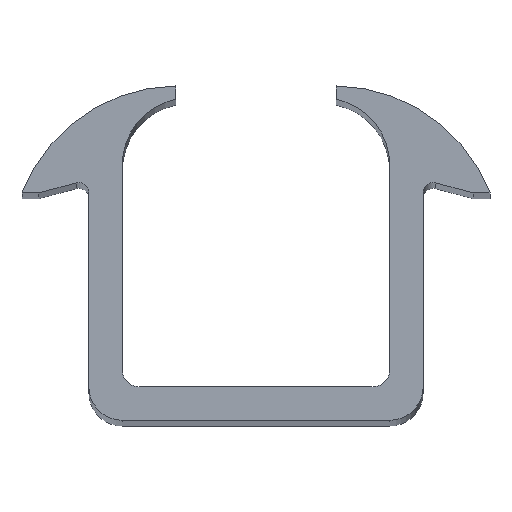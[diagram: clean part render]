
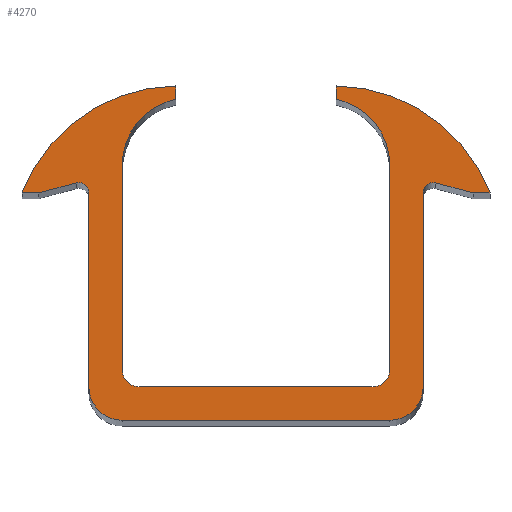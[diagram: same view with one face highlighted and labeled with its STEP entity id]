
A CAD part, top view. The second image highlights one B-rep face of the part: STEP entity #4270.
In plain terms, the highlighted planar face has unit normal (0, 0, 1).
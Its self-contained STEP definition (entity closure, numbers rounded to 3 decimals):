
#2050=CARTESIAN_POINT('',(-12.092,-0.985,100.));
#2060=VERTEX_POINT('',#2050);
#2090=CARTESIAN_POINT('',(0.,2.255,100.));
#2100=DIRECTION('',(-0.966,-0.259,0.));
#2110=VECTOR('',#2100,1.);
#2120=LINE('',#2090,#2110);
#2130=CARTESIAN_POINT('',(-10.97,-0.684,100.));
#2140=VERTEX_POINT('',#2130);
#2150=EDGE_CURVE('',#2140,#2060,#2120,.T.);
#2310=CARTESIAN_POINT('',(-10.892,-0.974,100.));
#2320=DIRECTION('',(0.,0.,1.));
#2330=DIRECTION('',(1.,0.,0.));
#2340=AXIS2_PLACEMENT_3D('',#2310,#2320,#2330);
#2350=CIRCLE('',#2340,0.3);
#2360=CARTESIAN_POINT('',(-10.592,-0.974,100.));
#2370=VERTEX_POINT('',#2360);
#2380=EDGE_CURVE('',#2370,#2140,#2350,.T.);
#2510=CARTESIAN_POINT('',(0.,0.,100.));
#2520=DIRECTION('',(0.,0.,1.));
#2530=DIRECTION('',(1.,0.,0.));
#2540=AXIS2_PLACEMENT_3D('',#2510,#2520,#2530);
#2550=PLANE('',#2540);
#2560=CARTESIAN_POINT('',(-10.592,0.,100.));
#2570=DIRECTION('',(0.,1.,0.));
#2580=VECTOR('',#2570,1.);
#2590=LINE('',#2560,#2580);
#2600=CARTESIAN_POINT('',(-10.592,-6.785,100.));
#2610=VERTEX_POINT('',#2600);
#2620=EDGE_CURVE('',#2610,#2370,#2590,.T.);
#2630=ORIENTED_EDGE('',*,*,#2620,.F.);
#2640=ORIENTED_EDGE('',*,*,#2380,.F.);
#2650=ORIENTED_EDGE('',*,*,#2150,.F.);
#2660=CARTESIAN_POINT('',(-5.592,-0.985,100.));
#2670=DIRECTION('',(-1.,0.,0.));
#2680=VECTOR('',#2670,1.);
#2690=LINE('',#2660,#2680);
#2700=CARTESIAN_POINT('',(-12.592,-0.985,100.));
#2710=VERTEX_POINT('',#2700);
#2720=EDGE_CURVE('',#2060,#2710,#2690,.T.);
#2730=ORIENTED_EDGE('',*,*,#2720,.F.);
#2740=CARTESIAN_POINT('',(-7.927,-2.785,100.));
#2750=DIRECTION('',(0.,0.,-1.));
#2760=DIRECTION('',(1.,0.,0.));
#2770=AXIS2_PLACEMENT_3D('',#2740,#2750,#2760);
#2780=CIRCLE('',#2770,5.);
#2790=CARTESIAN_POINT('',(-7.992,2.215,100.));
#2800=VERTEX_POINT('',#2790);
#2810=EDGE_CURVE('',#2710,#2800,#2780,.T.);
#2820=ORIENTED_EDGE('',*,*,#2810,.F.);
#2830=CARTESIAN_POINT('',(-7.992,-0.985,100.));
#2840=DIRECTION('',(0.,-1.,0.));
#2850=VECTOR('',#2840,1.);
#2860=LINE('',#2830,#2850);
#2870=CARTESIAN_POINT('',(-7.992,1.815,100.));
#2880=VERTEX_POINT('',#2870);
#2890=EDGE_CURVE('',#2800,#2880,#2860,.T.);
#2900=ORIENTED_EDGE('',*,*,#2890,.F.);
#2910=CARTESIAN_POINT('',(-7.592,-0.145,100.));
#2920=DIRECTION('',(0.,0.,1.));
#2930=DIRECTION('',(1.,0.,0.));
#2940=AXIS2_PLACEMENT_3D('',#2910,#2920,#2930);
#2950=CIRCLE('',#2940,2.);
#2960=CARTESIAN_POINT('',(-9.592,-0.145,100.));
#2970=VERTEX_POINT('',#2960);
#2980=EDGE_CURVE('',#2880,#2970,#2950,.T.);
#2990=ORIENTED_EDGE('',*,*,#2980,.F.);
#3000=CARTESIAN_POINT('',(-9.592,-0.985,100.));
#3010=DIRECTION('',(0.,-1.,0.));
#3020=VECTOR('',#3010,1.);
#3030=LINE('',#3000,#3020);
#3040=CARTESIAN_POINT('',(-9.592,-6.285,100.));
#3050=VERTEX_POINT('',#3040);
#3060=EDGE_CURVE('',#2970,#3050,#3030,.T.);
#3070=ORIENTED_EDGE('',*,*,#3060,.F.);
#3080=CARTESIAN_POINT('',(-9.092,-6.285,100.));
#3090=DIRECTION('',(0.,0.,1.));
#3100=DIRECTION('',(1.,0.,0.));
#3110=AXIS2_PLACEMENT_3D('',#3080,#3090,#3100);
#3120=CIRCLE('',#3110,0.5);
#3130=CARTESIAN_POINT('',(-9.092,-6.785,100.));
#3140=VERTEX_POINT('',#3130);
#3150=EDGE_CURVE('',#3050,#3140,#3120,.T.);
#3160=ORIENTED_EDGE('',*,*,#3150,.F.);
#3170=CARTESIAN_POINT('',(-5.592,-6.785,100.));
#3180=DIRECTION('',(1.,0.,0.));
#3190=VECTOR('',#3180,1.);
#3200=LINE('',#3170,#3190);
#3210=CARTESIAN_POINT('',(-2.092,-6.785,100.));
#3220=VERTEX_POINT('',#3210);
#3230=EDGE_CURVE('',#3140,#3220,#3200,.T.);
#3240=ORIENTED_EDGE('',*,*,#3230,.F.);
#3250=CARTESIAN_POINT('',(-2.092,-6.285,100.));
#3260=DIRECTION('',(0.,0.,1.));
#3270=DIRECTION('',(1.,0.,0.));
#3280=AXIS2_PLACEMENT_3D('',#3250,#3260,#3270);
#3290=CIRCLE('',#3280,0.5);
#3300=CARTESIAN_POINT('',(-1.592,-6.285,100.));
#3310=VERTEX_POINT('',#3300);
#3320=EDGE_CURVE('',#3220,#3310,#3290,.T.);
#3330=ORIENTED_EDGE('',*,*,#3320,.F.);
#3340=CARTESIAN_POINT('',(-1.592,-0.985,100.));
#3350=DIRECTION('',(0.,1.,0.));
#3360=VECTOR('',#3350,1.);
#3370=LINE('',#3340,#3360);
#3380=CARTESIAN_POINT('',(-1.592,-0.145,100.));
#3390=VERTEX_POINT('',#3380);
#3400=EDGE_CURVE('',#3310,#3390,#3370,.T.);
#3410=ORIENTED_EDGE('',*,*,#3400,.F.);
#3420=CARTESIAN_POINT('',(-3.592,-0.145,100.));
#3430=DIRECTION('',(0.,0.,1.));
#3440=DIRECTION('',(1.,0.,0.));
#3450=AXIS2_PLACEMENT_3D('',#3420,#3430,#3440);
#3460=CIRCLE('',#3450,2.);
#3470=CARTESIAN_POINT('',(-3.192,1.815,100.));
#3480=VERTEX_POINT('',#3470);
#3490=EDGE_CURVE('',#3390,#3480,#3460,.T.);
#3500=ORIENTED_EDGE('',*,*,#3490,.F.);
#3510=CARTESIAN_POINT('',(-3.192,-0.985,100.));
#3520=DIRECTION('',(0.,1.,0.));
#3530=VECTOR('',#3520,1.);
#3540=LINE('',#3510,#3530);
#3550=CARTESIAN_POINT('',(-3.192,2.215,100.));
#3560=VERTEX_POINT('',#3550);
#3570=EDGE_CURVE('',#3480,#3560,#3540,.T.);
#3580=ORIENTED_EDGE('',*,*,#3570,.F.);
#3590=CARTESIAN_POINT('',(-3.257,-2.785,100.));
#3600=DIRECTION('',(0.,0.,-1.));
#3610=DIRECTION('',(1.,0.,0.));
#3620=AXIS2_PLACEMENT_3D('',#3590,#3600,#3610);
#3630=CIRCLE('',#3620,5.);
#3640=CARTESIAN_POINT('',(1.408,-0.985,100.));
#3650=VERTEX_POINT('',#3640);
#3660=EDGE_CURVE('',#3560,#3650,#3630,.T.);
#3670=ORIENTED_EDGE('',*,*,#3660,.F.);
#3680=CARTESIAN_POINT('',(-5.592,-0.985,100.));
#3690=DIRECTION('',(-1.,0.,0.));
#3700=VECTOR('',#3690,1.);
#3710=LINE('',#3680,#3700);
#3720=CARTESIAN_POINT('',(0.908,-0.985,100.));
#3730=VERTEX_POINT('',#3720);
#3740=EDGE_CURVE('',#3650,#3730,#3710,.T.);
#3750=ORIENTED_EDGE('',*,*,#3740,.F.);
#3760=CARTESIAN_POINT('',(0.,-0.742,100.));
#3770=DIRECTION('',(-0.966,0.259,0.));
#3780=VECTOR('',#3770,1.);
#3790=LINE('',#3760,#3780);
#3800=CARTESIAN_POINT('',(-0.214,-0.684,100.));
#3810=VERTEX_POINT('',#3800);
#3820=EDGE_CURVE('',#3730,#3810,#3790,.T.);
#3830=ORIENTED_EDGE('',*,*,#3820,.F.);
#3840=CARTESIAN_POINT('',(-0.292,-0.974,100.));
#3850=DIRECTION('',(0.,0.,-1.));
#3860=DIRECTION('',(-1.,0.,0.));
#3870=AXIS2_PLACEMENT_3D('',#3840,#3850,#3860);
#3880=CIRCLE('',#3870,0.3);
#3890=CARTESIAN_POINT('',(-0.592,-0.974,100.));
#3900=VERTEX_POINT('',#3890);
#3910=EDGE_CURVE('',#3900,#3810,#3880,.T.);
#3920=ORIENTED_EDGE('',*,*,#3910,.T.);
#3930=CARTESIAN_POINT('',(-0.592,0.,100.));
#3940=DIRECTION('',(0.,-1.,0.));
#3950=VECTOR('',#3940,1.);
#3960=LINE('',#3930,#3950);
#3970=CARTESIAN_POINT('',(-0.592,-6.785,100.));
#3980=VERTEX_POINT('',#3970);
#3990=EDGE_CURVE('',#3900,#3980,#3960,.T.);
#4000=ORIENTED_EDGE('',*,*,#3990,.F.);
#4010=CARTESIAN_POINT('',(-1.592,-6.785,100.));
#4020=DIRECTION('',(0.,0.,-1.));
#4030=DIRECTION('',(1.,0.,0.));
#4040=AXIS2_PLACEMENT_3D('',#4010,#4020,#4030);
#4050=CIRCLE('',#4040,1.);
#4060=CARTESIAN_POINT('',(-1.592,-7.785,100.));
#4070=VERTEX_POINT('',#4060);
#4080=EDGE_CURVE('',#3980,#4070,#4050,.T.);
#4090=ORIENTED_EDGE('',*,*,#4080,.F.);
#4100=CARTESIAN_POINT('',(-5.592,-7.785,100.));
#4110=DIRECTION('',(-1.,0.,0.));
#4120=VECTOR('',#4110,1.);
#4130=LINE('',#4100,#4120);
#4140=CARTESIAN_POINT('',(-9.592,-7.785,100.));
#4150=VERTEX_POINT('',#4140);
#4160=EDGE_CURVE('',#4070,#4150,#4130,.T.);
#4170=ORIENTED_EDGE('',*,*,#4160,.F.);
#4180=CARTESIAN_POINT('',(-9.592,-6.785,100.));
#4190=DIRECTION('',(0.,0.,-1.));
#4200=DIRECTION('',(1.,0.,0.));
#4210=AXIS2_PLACEMENT_3D('',#4180,#4190,#4200);
#4220=CIRCLE('',#4210,1.);
#4230=EDGE_CURVE('',#4150,#2610,#4220,.T.);
#4240=ORIENTED_EDGE('',*,*,#4230,.F.);
#4250=EDGE_LOOP('',(#4240,#4170,#4090,#4000,#3920,#3830,#3750,#3670,
#3580,#3500,#3410,#3330,#3240,#3160,#3070,#2990,#2900,#2820,#2730,#2650,
#2640,#2630));
#4260=FACE_OUTER_BOUND('',#4250,.T.);
#4270=ADVANCED_FACE('',(#4260),#2550,.T.);
